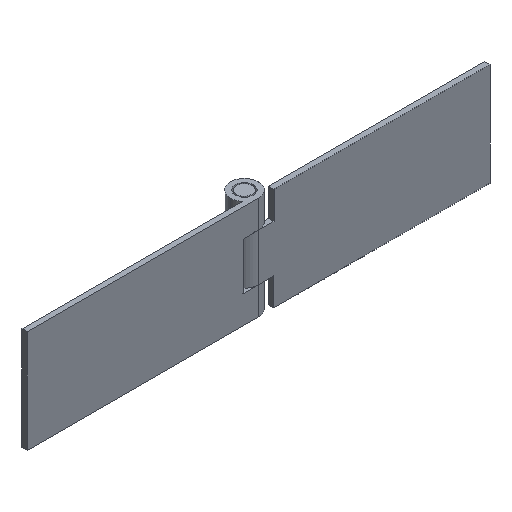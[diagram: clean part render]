
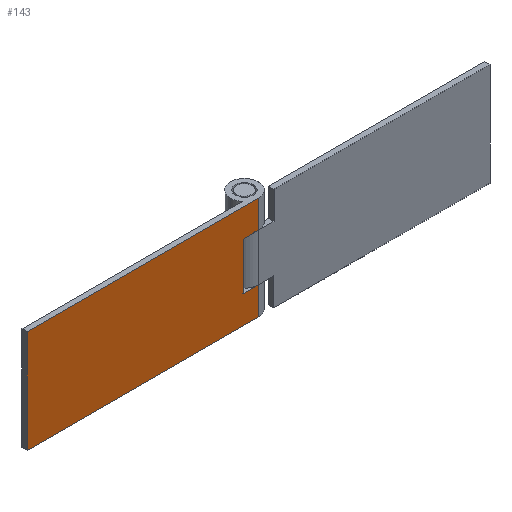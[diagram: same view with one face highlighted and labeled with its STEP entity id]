
A CAD part, isometric view. The second image highlights one B-rep face of the part: STEP entity #143.
In plain terms, the highlighted planar face has unit normal (0, -1, 0).
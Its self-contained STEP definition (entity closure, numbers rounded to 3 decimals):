
#9 = VERTEX_POINT ( 'NONE', #224 ) ;
#15 = EDGE_CURVE ( 'NONE', #9, #1524, #274, .T. ) ;
#18 = VERTEX_POINT ( 'NONE', #270 ) ;
#135 = VERTEX_POINT ( 'NONE', #404 ) ;
#137 = EDGE_CURVE ( 'NONE', #135, #18, #402, .T. ) ;
#140 = EDGE_CURVE ( 'NONE', #9, #135, #465, .T. ) ;
#143 = ADVANCED_FACE ( 'NONE', ( #461 ), #460, .F. ) ;
#144 = EDGE_LOOP ( 'NONE', ( #145, #1347, #193, #194, #195, #196, #197, #198 ) ) ;
#145 = ORIENTED_EDGE ( 'NONE', *, *, #1344, .T. ) ;
#167 = VERTEX_POINT ( 'NONE', #490 ) ;
#169 = EDGE_CURVE ( 'NONE', #167, #18, #484, .T. ) ;
#193 = ORIENTED_EDGE ( 'NONE', *, *, #1522, .F. ) ;
#194 = ORIENTED_EDGE ( 'NONE', *, *, #15, .F. ) ;
#195 = ORIENTED_EDGE ( 'NONE', *, *, #140, .T. ) ;
#196 = ORIENTED_EDGE ( 'NONE', *, *, #137, .T. ) ;
#197 = ORIENTED_EDGE ( 'NONE', *, *, #169, .F. ) ;
#198 = ORIENTED_EDGE ( 'NONE', *, *, #199, .T. ) ;
#199 = EDGE_CURVE ( 'NONE', #167, #1351, #512, .T. ) ;
#224 = CARTESIAN_POINT ( 'NONE',  ( -45., -2.75, 10. ) ) ;
#270 = CARTESIAN_POINT ( 'NONE',  ( 0., -2.75, -10. ) ) ;
#271 = DIRECTION ( 'NONE',  ( 1., 0., 0. ) ) ;
#272 = VECTOR ( 'NONE', #271, 1000. ) ;
#273 = CARTESIAN_POINT ( 'NONE',  ( 0., -2.75, 10. ) ) ;
#274 = LINE ( 'NONE', #273, #272 ) ;
#402 = LINE ( 'NONE', #468, #467 ) ;
#404 = CARTESIAN_POINT ( 'NONE',  ( -45., -2.75, -10. ) ) ;
#456 = DIRECTION ( 'NONE',  ( -1., 0., 0. ) ) ;
#457 = DIRECTION ( 'NONE',  ( 0., 1., 0. ) ) ;
#458 = CARTESIAN_POINT ( 'NONE',  ( 0., -2.75, 10. ) ) ;
#459 = AXIS2_PLACEMENT_3D ( 'NONE', #458, #457, #456 ) ;
#460 = PLANE ( 'NONE',  #459 ) ;
#461 = FACE_OUTER_BOUND ( 'NONE', #144, .T. ) ;
#462 = DIRECTION ( 'NONE',  ( 0., 0., -1. ) ) ;
#463 = VECTOR ( 'NONE', #462, 1000. ) ;
#464 = CARTESIAN_POINT ( 'NONE',  ( -45., -2.75, 10. ) ) ;
#465 = LINE ( 'NONE', #464, #463 ) ;
#466 = DIRECTION ( 'NONE',  ( 1., 0., 0. ) ) ;
#467 = VECTOR ( 'NONE', #466, 1000. ) ;
#468 = CARTESIAN_POINT ( 'NONE',  ( 0., -2.75, -10. ) ) ;
#481 = DIRECTION ( 'NONE',  ( 0., 0., -1. ) ) ;
#482 = VECTOR ( 'NONE', #481, 1000. ) ;
#483 = CARTESIAN_POINT ( 'NONE',  ( 0., -2.75, 10. ) ) ;
#484 = LINE ( 'NONE', #483, #482 ) ;
#490 = CARTESIAN_POINT ( 'NONE',  ( 0., -2.75, -4.6 ) ) ;
#509 = DIRECTION ( 'NONE',  ( -1., 0., 0. ) ) ;
#510 = VECTOR ( 'NONE', #509, 1000. ) ;
#511 = CARTESIAN_POINT ( 'NONE',  ( 0., -2.75, -4.6 ) ) ;
#512 = LINE ( 'NONE', #511, #510 ) ;
#580 = DIRECTION ( 'NONE',  ( 1., 0., 0. ) ) ;
#581 = VECTOR ( 'NONE', #580, 1000. ) ;
#582 = CARTESIAN_POINT ( 'NONE',  ( 0., -2.75, 4.6 ) ) ;
#583 = LINE ( 'NONE', #582, #581 ) ;
#584 = CARTESIAN_POINT ( 'NONE',  ( -3., -2.75, -4.6 ) ) ;
#585 = CARTESIAN_POINT ( 'NONE',  ( -3., -2.75, 4.6 ) ) ;
#595 = DIRECTION ( 'NONE',  ( 0., 0., 1. ) ) ;
#596 = VECTOR ( 'NONE', #595, 1000. ) ;
#597 = CARTESIAN_POINT ( 'NONE',  ( -3., -2.75, 10. ) ) ;
#598 = LINE ( 'NONE', #597, #596 ) ;
#870 = CARTESIAN_POINT ( 'NONE',  ( 0., -2.75, 10. ) ) ;
#871 = DIRECTION ( 'NONE',  ( 0., 0., -1. ) ) ;
#872 = VECTOR ( 'NONE', #871, 1000. ) ;
#873 = CARTESIAN_POINT ( 'NONE',  ( 0., -2.75, 10. ) ) ;
#874 = LINE ( 'NONE', #873, #872 ) ;
#875 = CARTESIAN_POINT ( 'NONE',  ( 0., -2.75, 4.6 ) ) ;
#1344 = EDGE_CURVE ( 'NONE', #1351, #1350, #598, .T. ) ;
#1347 = ORIENTED_EDGE ( 'NONE', *, *, #1352, .T. ) ;
#1350 = VERTEX_POINT ( 'NONE', #585 ) ;
#1351 = VERTEX_POINT ( 'NONE', #584 ) ;
#1352 = EDGE_CURVE ( 'NONE', #1350, #1521, #583, .T. ) ;
#1521 = VERTEX_POINT ( 'NONE', #875 ) ;
#1522 = EDGE_CURVE ( 'NONE', #1524, #1521, #874, .T. ) ;
#1524 = VERTEX_POINT ( 'NONE', #870 ) ;
